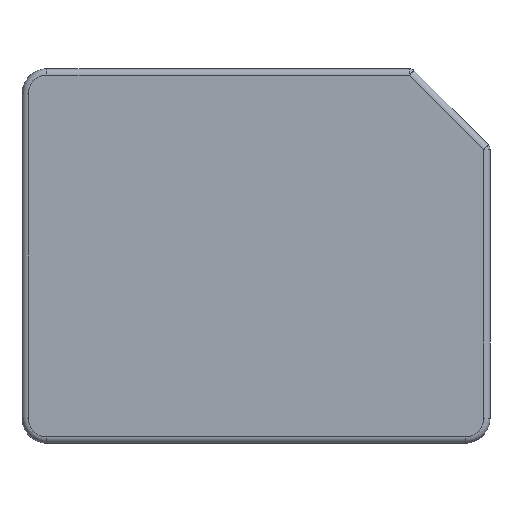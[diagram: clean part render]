
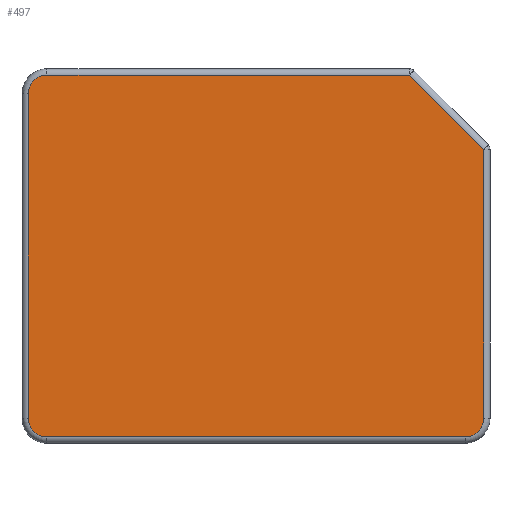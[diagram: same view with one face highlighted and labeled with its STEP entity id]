
A CAD part, front view. The second image highlights one B-rep face of the part: STEP entity #497.
In plain terms, the highlighted planar face has unit normal (0, -1, 0).
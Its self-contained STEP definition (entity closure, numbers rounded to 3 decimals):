
#1 = VERTEX_POINT ( 'NONE', #495 ) ;
#40 = CARTESIAN_POINT ( 'NONE',  ( 0.8, 0., -11.2 ) ) ;
#45 = CARTESIAN_POINT ( 'NONE',  ( 0.8, 0., -0.2 ) ) ;
#48 = VECTOR ( 'NONE', #677, 1000. ) ;
#54 = CARTESIAN_POINT ( 'NONE',  ( 14.2, 0., -11.8 ) ) ;
#64 = DIRECTION ( 'NONE',  ( 0., -1., 0. ) ) ;
#85 = CARTESIAN_POINT ( 'NONE',  ( 0.8, 0., -0.8 ) ) ;
#89 = CARTESIAN_POINT ( 'NONE',  ( 0.8, 0., -11.8 ) ) ;
#107 = DIRECTION ( 'NONE',  ( 0., 0., -1. ) ) ;
#115 = CARTESIAN_POINT ( 'NONE',  ( 14.2, 0., -11.8 ) ) ;
#128 = EDGE_CURVE ( 'NONE', #691, #233, #800, .T. ) ;
#139 = ORIENTED_EDGE ( 'NONE', *, *, #457, .T. ) ;
#151 = DIRECTION ( 'NONE',  ( 0., 0., -1. ) ) ;
#156 = CARTESIAN_POINT ( 'NONE',  ( 0.8, 0., -0.2 ) ) ;
#157 = CARTESIAN_POINT ( 'NONE',  ( 0.2, 0., -11.2 ) ) ;
#168 = LINE ( 'NONE', #621, #330 ) ;
#193 = AXIS2_PLACEMENT_3D ( 'NONE', #676, #220, #738 ) ;
#197 = VERTEX_POINT ( 'NONE', #89 ) ;
#200 = AXIS2_PLACEMENT_3D ( 'NONE', #85, #582, #151 ) ;
#212 = EDGE_CURVE ( 'NONE', #233, #891, #779, .T. ) ;
#220 = DIRECTION ( 'NONE',  ( 0., -1., 0. ) ) ;
#231 = CIRCLE ( 'NONE', #193, 0.6 ) ;
#233 = VERTEX_POINT ( 'NONE', #363 ) ;
#237 = CARTESIAN_POINT ( 'NONE',  ( 14.8, 0., -2.583 ) ) ;
#275 = AXIS2_PLACEMENT_3D ( 'NONE', #40, #522, #107 ) ;
#308 = EDGE_CURVE ( 'NONE', #891, #197, #450, .T. ) ;
#311 = VERTEX_POINT ( 'NONE', #753 ) ;
#330 = VECTOR ( 'NONE', #771, 1000. ) ;
#349 = ORIENTED_EDGE ( 'NONE', *, *, #666, .T. ) ;
#361 = ORIENTED_EDGE ( 'NONE', *, *, #426, .T. ) ;
#362 = ORIENTED_EDGE ( 'NONE', *, *, #634, .T. ) ;
#363 = CARTESIAN_POINT ( 'NONE',  ( 0.2, 0., -0.8 ) ) ;
#400 = VERTEX_POINT ( 'NONE', #115 ) ;
#419 = ORIENTED_EDGE ( 'NONE', *, *, #308, .T. ) ;
#426 = EDGE_CURVE ( 'NONE', #311, #832, #168, .T. ) ;
#450 = CIRCLE ( 'NONE', #275, 0.6 ) ;
#457 = EDGE_CURVE ( 'NONE', #197, #400, #893, .T. ) ;
#460 = VECTOR ( 'NONE', #542, 1000. ) ;
#476 = CARTESIAN_POINT ( 'NONE',  ( 0., 0., 0. ) ) ;
#495 = CARTESIAN_POINT ( 'NONE',  ( 12.417, 0., -0.2 ) ) ;
#497 = ADVANCED_FACE ( 'NONE', ( #641 ), #851, .T. ) ;
#522 = DIRECTION ( 'NONE',  ( 0., -1., 0. ) ) ;
#532 = DIRECTION ( 'NONE',  ( -1., 0., 0. ) ) ;
#542 = DIRECTION ( 'NONE',  ( 1., 0., 0. ) ) ;
#553 = ORIENTED_EDGE ( 'NONE', *, *, #868, .T. ) ;
#554 = DIRECTION ( 'NONE',  ( 0., 0., -1. ) ) ;
#582 = DIRECTION ( 'NONE',  ( 0., -1., 0. ) ) ;
#603 = AXIS2_PLACEMENT_3D ( 'NONE', #476, #64, #554 ) ;
#621 = CARTESIAN_POINT ( 'NONE',  ( 14.8, 0., -2.5 ) ) ;
#624 = EDGE_LOOP ( 'NONE', ( #361, #362, #553, #769, #861, #419, #139, #349 ) ) ;
#634 = EDGE_CURVE ( 'NONE', #832, #1, #845, .T. ) ;
#641 = FACE_OUTER_BOUND ( 'NONE', #624, .T. ) ;
#655 = VECTOR ( 'NONE', #669, 1000. ) ;
#666 = EDGE_CURVE ( 'NONE', #400, #311, #231, .T. ) ;
#667 = VECTOR ( 'NONE', #532, 1000. ) ;
#669 = DIRECTION ( 'NONE',  ( -0.707, 0., 0.707 ) ) ;
#676 = CARTESIAN_POINT ( 'NONE',  ( 14.2, 0., -11.2 ) ) ;
#677 = DIRECTION ( 'NONE',  ( 0., 0., -1. ) ) ;
#691 = VERTEX_POINT ( 'NONE', #156 ) ;
#697 = CARTESIAN_POINT ( 'NONE',  ( 0.2, 0., -11.2 ) ) ;
#738 = DIRECTION ( 'NONE',  ( 0., 0., -1. ) ) ;
#753 = CARTESIAN_POINT ( 'NONE',  ( 14.8, 0., -11.2 ) ) ;
#769 = ORIENTED_EDGE ( 'NONE', *, *, #128, .T. ) ;
#771 = DIRECTION ( 'NONE',  ( 0., 0., 1. ) ) ;
#779 = LINE ( 'NONE', #157, #48 ) ;
#790 = CARTESIAN_POINT ( 'NONE',  ( 6.109, 0., 6.109 ) ) ;
#800 = CIRCLE ( 'NONE', #200, 0.6 ) ;
#832 = VERTEX_POINT ( 'NONE', #237 ) ;
#845 = LINE ( 'NONE', #790, #655 ) ;
#851 = PLANE ( 'NONE',  #603 ) ;
#854 = LINE ( 'NONE', #45, #667 ) ;
#861 = ORIENTED_EDGE ( 'NONE', *, *, #212, .T. ) ;
#868 = EDGE_CURVE ( 'NONE', #1, #691, #854, .T. ) ;
#891 = VERTEX_POINT ( 'NONE', #697 ) ;
#893 = LINE ( 'NONE', #54, #460 ) ;
